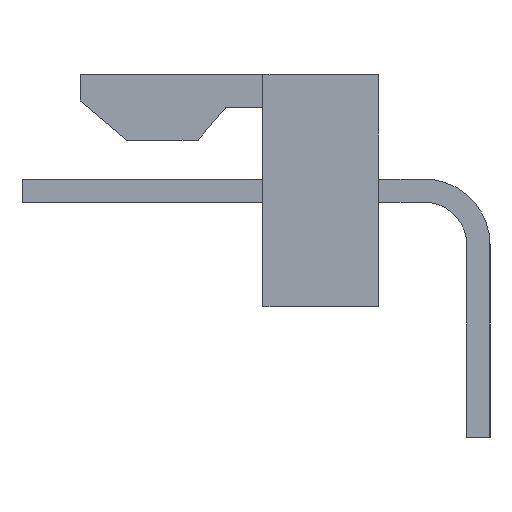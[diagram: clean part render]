
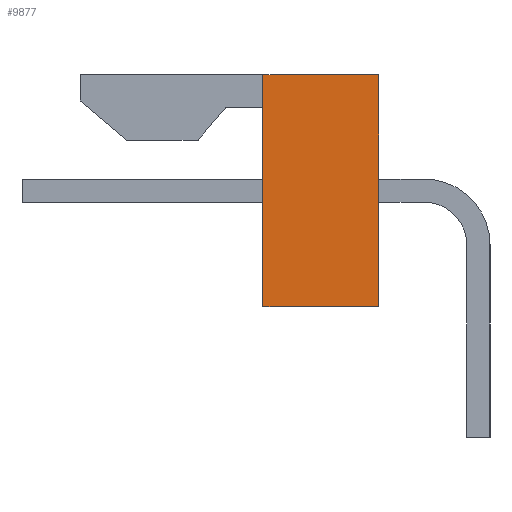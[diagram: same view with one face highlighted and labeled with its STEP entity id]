
A CAD part, left-side view. The second image highlights one B-rep face of the part: STEP entity #9877.
In plain terms, the highlighted planar face has unit normal (-1, 0, 0).
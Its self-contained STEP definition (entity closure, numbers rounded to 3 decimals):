
#7132=CARTESIAN_POINT('',(-19.05,2.73,0.));
#7133=VERTEX_POINT('',#7132);
#7140=CARTESIAN_POINT('',(-19.05,5.905,0.));
#7141=VERTEX_POINT('',#7140);
#7142=CARTESIAN_POINT('',(-19.05,5.905,0.));
#7143=DIRECTION('',(0.0,-1.0,0.0));
#7144=VECTOR('',#7143,3.175);
#7145=LINE('',#7142,#7144);
#7146=EDGE_CURVE('',#7141,#7133,#7145,.T.);
#8155=CARTESIAN_POINT('',(-19.05,2.73,6.35));
#8156=VERTEX_POINT('',#8155);
#8163=CARTESIAN_POINT('',(-19.05,2.73,0.));
#8164=DIRECTION('',(0.0,0.0,1.0));
#8165=VECTOR('',#8164,6.35);
#8166=LINE('',#8163,#8165);
#8167=EDGE_CURVE('',#7133,#8156,#8166,.T.);
#8245=CARTESIAN_POINT('',(-19.05,5.905,6.35));
#8246=VERTEX_POINT('',#8245);
#8253=CARTESIAN_POINT('',(-19.05,2.73,6.35));
#8254=DIRECTION('',(0.0,1.0,0.0));
#8255=VECTOR('',#8254,3.175);
#8256=LINE('',#8253,#8255);
#8257=EDGE_CURVE('',#8156,#8246,#8256,.T.);
#8875=CARTESIAN_POINT('',(-19.05,5.905,6.35));
#8876=DIRECTION('',(0.0,0.0,-1.0));
#8877=VECTOR('',#8876,6.35);
#8878=LINE('',#8875,#8877);
#8879=EDGE_CURVE('',#8246,#7141,#8878,.T.);
#9866=CARTESIAN_POINT('',(-19.05,2.572,-0.317));
#9867=DIRECTION('',(-1.0,0.0,0.0));
#9868=DIRECTION('',(0.0,0.0,1.0));
#9869=AXIS2_PLACEMENT_3D('',#9866,#9867,#9868);
#9870=PLANE('',#9869);
#9871=ORIENTED_EDGE('',*,*,#8167,.T.);
#9872=ORIENTED_EDGE('',*,*,#8257,.T.);
#9873=ORIENTED_EDGE('',*,*,#8879,.T.);
#9874=ORIENTED_EDGE('',*,*,#7146,.T.);
#9875=EDGE_LOOP('',(#9871,#9872,#9873,#9874));
#9876=FACE_OUTER_BOUND('',#9875,.T.);
#9877=ADVANCED_FACE('',(#9876),#9870,.T.);
